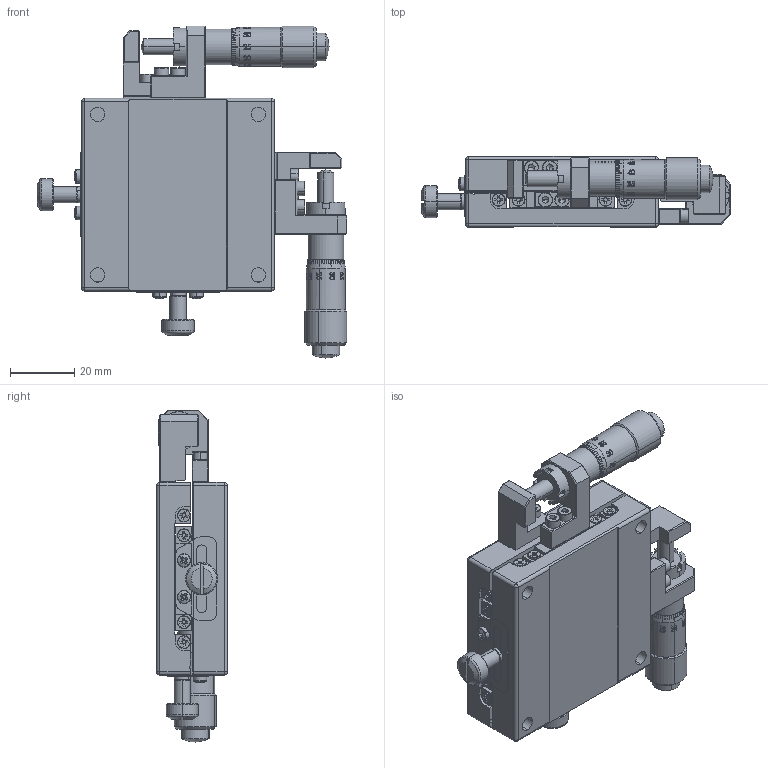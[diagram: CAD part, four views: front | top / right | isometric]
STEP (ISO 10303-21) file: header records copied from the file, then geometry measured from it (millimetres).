
FILE_DESCRIPTION (( 'STEP AP203' ), '1' );
FILE_NAME ('MYW60-SS(«¬¿ý).STEP', '2013-07-18T07:22:03', ( '123' ), ( '' ), 'SwSTEP 2.0', 'SolidWorks 2013', '' );
FILE_SCHEMA (( 'CONFIG_CONTROL_DESIGN' ));
Length unit declared in the file: millimetre
Products named in the file (5): Group2^MYW60-SS(型錄); Group3^MYW60-SS(型錄); Group4^MYW60-SS(型錄); MYW60-SS(型錄); Group1^MYW60-SS(型錄)
Assembly tree (4 placements, depth 2):
  MYW60-SS(型錄)
    Group1^MYW60-SS(型錄)
    Group2^MYW60-SS(型錄)
    Group3^MYW60-SS(型錄)
    Group4^MYW60-SS(型錄)
Bounding box: 96.3 x 22 x 103.3 mm (x, y, z)
Volume: 89860.1 mm3; surface area: 40041.6 mm2
Topology: 4 solids, 4 shells, 3044 faces, 8073 edges, 5181 vertices
Faces by surface type: plane 1675, bspline 670, cylinder 359, cone 224, torus 92, sphere 24
Entity records: 144574 total; most frequent: CARTESIAN_POINT 72799, ORIENTED_EDGE 16082, DIRECTION 12891, EDGE_CURVE 8041, VERTEX_POINT 5181, VECTOR 4489, LINE 4489, AXIS2_PLACEMENT_3D 4201
